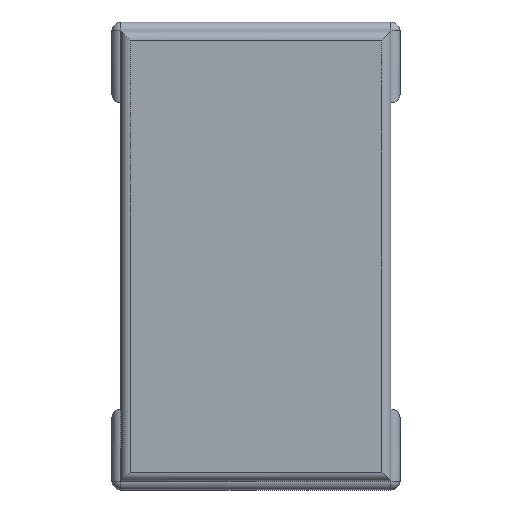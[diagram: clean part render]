
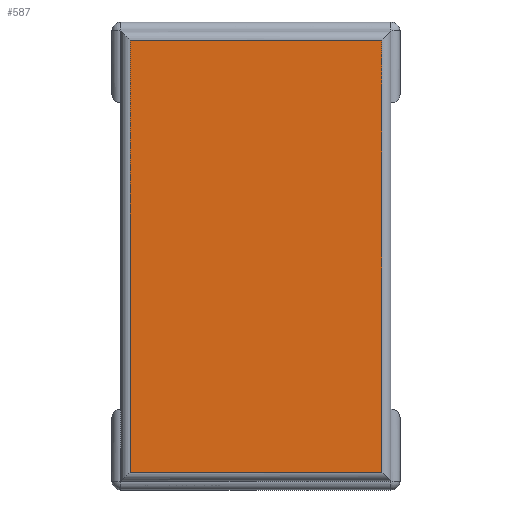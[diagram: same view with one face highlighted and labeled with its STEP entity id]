
A CAD part, left-side view. The second image highlights one B-rep face of the part: STEP entity #587.
In plain terms, the highlighted planar face has unit normal (-1, 0, 0).
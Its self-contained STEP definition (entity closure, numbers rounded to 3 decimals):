
#85 = CARTESIAN_POINT ( 'NONE',  ( -0.325, 0.01, 0.24 ) ) ;
#141 = DIRECTION ( 'NONE',  ( 0., -1., 0. ) ) ;
#188 = FACE_OUTER_BOUND ( 'NONE', #464, .T. ) ;
#201 = CARTESIAN_POINT ( 'NONE',  ( -0.325, 0.01, 0.25 ) ) ;
#425 = VERTEX_POINT ( 'NONE', #85 ) ;
#441 = ORIENTED_EDGE ( 'NONE', *, *, #3288, .T. ) ;
#464 = EDGE_LOOP ( 'NONE', ( #3685, #701, #441, #3805 ) ) ;
#508 = DIRECTION ( 'NONE',  ( 0., 0., -1. ) ) ;
#587 = ADVANCED_FACE ( 'NONE', ( #188 ), #1109, .F. ) ;
#603 = VECTOR ( 'NONE', #508, 1000. ) ;
#701 = ORIENTED_EDGE ( 'NONE', *, *, #2908, .T. ) ;
#1076 = VECTOR ( 'NONE', #141, 1000. ) ;
#1109 = PLANE ( 'NONE',  #2274 ) ;
#1153 = LINE ( 'NONE', #2645, #1746 ) ;
#1227 = EDGE_CURVE ( 'NONE', #1286, #3174, #2439, .T. ) ;
#1286 = VERTEX_POINT ( 'NONE', #2322 ) ;
#1586 = CARTESIAN_POINT ( 'NONE',  ( -0.325, 0.29, -0.24 ) ) ;
#1639 = DIRECTION ( 'NONE',  ( 1., 0., 0. ) ) ;
#1746 = VECTOR ( 'NONE', #3545, 1000. ) ;
#2023 = LINE ( 'NONE', #201, #3432 ) ;
#2274 = AXIS2_PLACEMENT_3D ( 'NONE', #3460, #1639, #3714 ) ;
#2322 = CARTESIAN_POINT ( 'NONE',  ( -0.325, 0.29, 0.24 ) ) ;
#2439 = LINE ( 'NONE', #3182, #603 ) ;
#2547 = LINE ( 'NONE', #3176, #1076 ) ;
#2606 = VERTEX_POINT ( 'NONE', #2755 ) ;
#2645 = CARTESIAN_POINT ( 'NONE',  ( -0.325, 0.3, 0.24 ) ) ;
#2755 = CARTESIAN_POINT ( 'NONE',  ( -0.325, 0.01, -0.24 ) ) ;
#2908 = EDGE_CURVE ( 'NONE', #3174, #2606, #2547, .T. ) ;
#3174 = VERTEX_POINT ( 'NONE', #1586 ) ;
#3176 = CARTESIAN_POINT ( 'NONE',  ( -0.325, 0.3, -0.24 ) ) ;
#3182 = CARTESIAN_POINT ( 'NONE',  ( -0.325, 0.29, 0.25 ) ) ;
#3288 = EDGE_CURVE ( 'NONE', #2606, #425, #2023, .T. ) ;
#3305 = EDGE_CURVE ( 'NONE', #425, #1286, #1153, .T. ) ;
#3432 = VECTOR ( 'NONE', #3506, 1000. ) ;
#3460 = CARTESIAN_POINT ( 'NONE',  ( -0.325, 0.3, 0.25 ) ) ;
#3506 = DIRECTION ( 'NONE',  ( 0., 0., 1. ) ) ;
#3545 = DIRECTION ( 'NONE',  ( 0., 1., 0. ) ) ;
#3685 = ORIENTED_EDGE ( 'NONE', *, *, #1227, .T. ) ;
#3714 = DIRECTION ( 'NONE',  ( 0., 0., -1. ) ) ;
#3805 = ORIENTED_EDGE ( 'NONE', *, *, #3305, .T. ) ;
